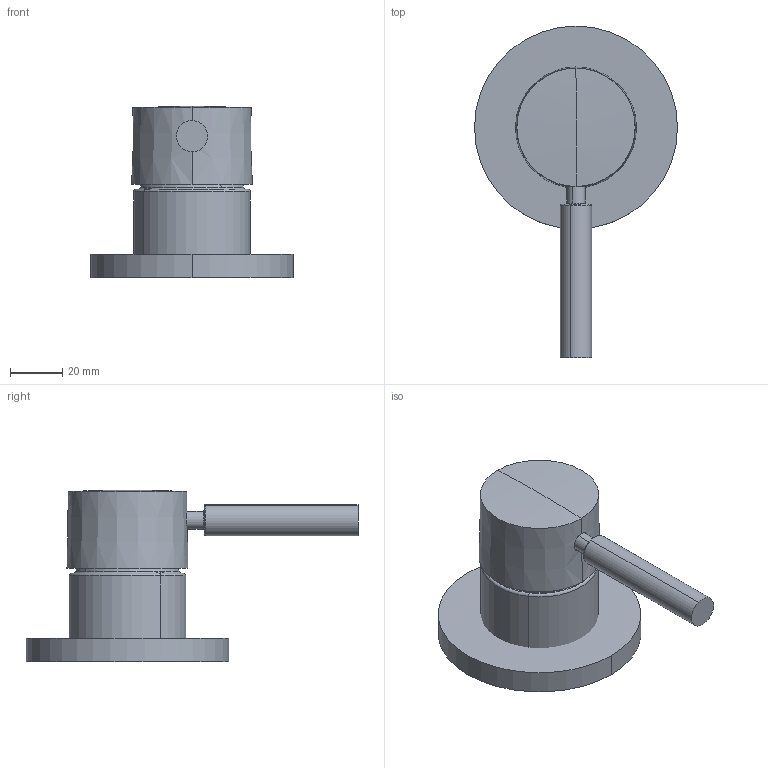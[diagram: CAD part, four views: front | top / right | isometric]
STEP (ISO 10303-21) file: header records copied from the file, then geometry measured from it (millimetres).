
FILE_DESCRIPTION (( 'STEP AP214' ), '1' );
FILE_NAME ('36060660.STEP', '2019-09-12T05:35:36', ( '' ), ( '' ), 'SwSTEP 2.0', 'SolidWorks 2017', '' );
FILE_SCHEMA (( 'AUTOMOTIVE_DESIGN' ));
Length unit declared in the file: millimetre
Products named in the file (5): Planungsmodell_Hebel Unterteil Ø46-+-09.20.66.006-01_k3; Planungsmodell_Haube-+-09.11.02.292-01; Planungsmodell_Griff Hebel-+-09.20.66.001-01; Planungsmodell_Rohr_gerade-+-28.568.780-10_ _K85_78x9; 36060660
Assembly tree (4 placements, depth 2):
  36060660
    Planungsmodell_Rohr_gerade-+-28.568.780-10_ _K85_78x9
    Planungsmodell_Griff Hebel-+-09.20.66.001-01
    Planungsmodell_Haube-+-09.11.02.292-01
    Planungsmodell_Hebel Unterteil Ø46-+-09.20.66.006-01_k3
Bounding box: 78 x 127.6 x 65.93 mm (x, y, z)
Volume: 166960.7 mm3; surface area: 30923 mm2
Topology: 4 solids, 4 shells, 39 faces, 75 edges, 48 vertices
Faces by surface type: cylinder 12, plane 11, torus 8, sphere 4, cone 4
Entity records: 1348 total; most frequent: CARTESIAN_POINT 235, DIRECTION 217, ORIENTED_EDGE 150, AXIS2_PLACEMENT_3D 100, EDGE_CURVE 75, CIRCLE 54, VERTEX_POINT 48, EDGE_LOOP 43
